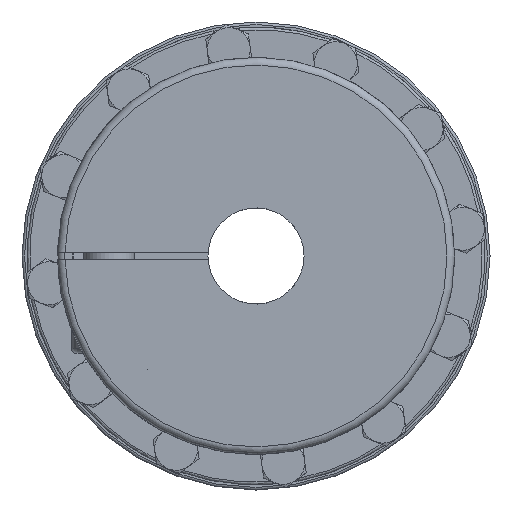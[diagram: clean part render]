
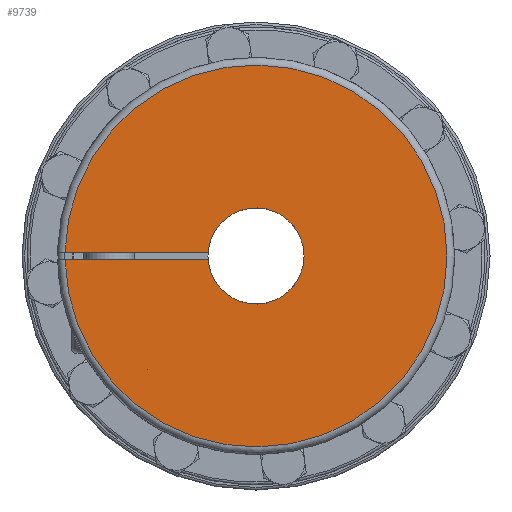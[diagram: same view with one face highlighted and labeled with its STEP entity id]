
A CAD part, left-side view. The second image highlights one B-rep face of the part: STEP entity #9739.
In plain terms, the highlighted planar face has unit normal (-1, 0, 0).
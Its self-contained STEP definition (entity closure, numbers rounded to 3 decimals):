
#367=LINE('',#16536,#727);
#368=LINE('',#16540,#728);
#727=VECTOR('',#12930,1000.);
#728=VECTOR('',#12933,1000.);
#1545=PLANE('',#10698);
#3366=ORIENTED_EDGE('',*,*,#5318,.T.);
#3367=ORIENTED_EDGE('',*,*,#5319,.T.);
#3368=ORIENTED_EDGE('',*,*,#5320,.T.);
#3369=ORIENTED_EDGE('',*,*,#5316,.F.);
#5316=EDGE_CURVE('',#6431,#6432,#7144,.T.);
#5318=EDGE_CURVE('',#6431,#6433,#367,.T.);
#5319=EDGE_CURVE('',#6433,#6434,#7145,.T.);
#5320=EDGE_CURVE('',#6434,#6432,#368,.T.);
#6431=VERTEX_POINT('',#16531);
#6432=VERTEX_POINT('',#16533);
#6433=VERTEX_POINT('',#16537);
#6434=VERTEX_POINT('',#16539);
#7144=CIRCLE('',#10697,19.);
#7145=CIRCLE('',#10699,75.5);
#7952=EDGE_LOOP('',(#3366,#3367,#3368,#3369));
#8868=FACE_BOUND('',#7952,.T.);
#9739=ADVANCED_FACE('',(#8868),#1545,.T.);
#10697=AXIS2_PLACEMENT_3D('',#16532,#12925,#12926);
#10698=AXIS2_PLACEMENT_3D('',#16535,#12928,#12929);
#10699=AXIS2_PLACEMENT_3D('',#16538,#12931,#12932);
#12925=DIRECTION('',(-1.,0.,0.));
#12926=DIRECTION('',(0.,0.,-1.));
#12928=DIRECTION('',(-1.,0.,0.));
#12929=DIRECTION('',(0.,0.,-1.));
#12930=DIRECTION('',(0.,1.,0.));
#12931=DIRECTION('',(-1.,0.,0.));
#12932=DIRECTION('',(0.,0.,-1.));
#12933=DIRECTION('',(0.,-1.,0.));
#16531=CARTESIAN_POINT('',(-114.356,18.941,-1.5));
#16532=CARTESIAN_POINT('',(-114.356,0.,0.));
#16533=CARTESIAN_POINT('',(-114.356,18.941,1.5));
#16535=CARTESIAN_POINT('',(-114.356,0.,-19.));
#16536=CARTESIAN_POINT('',(-114.356,5.,-1.5));
#16537=CARTESIAN_POINT('',(-114.356,75.485,-1.5));
#16538=CARTESIAN_POINT('',(-114.356,0.,0.));
#16539=CARTESIAN_POINT('',(-114.356,75.485,1.5));
#16540=CARTESIAN_POINT('',(-114.356,95.,1.5));
